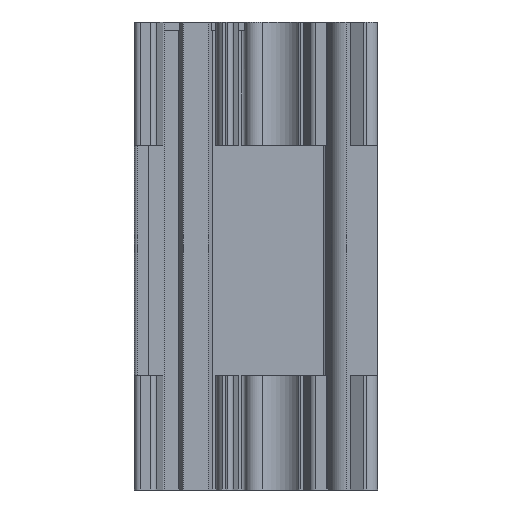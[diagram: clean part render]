
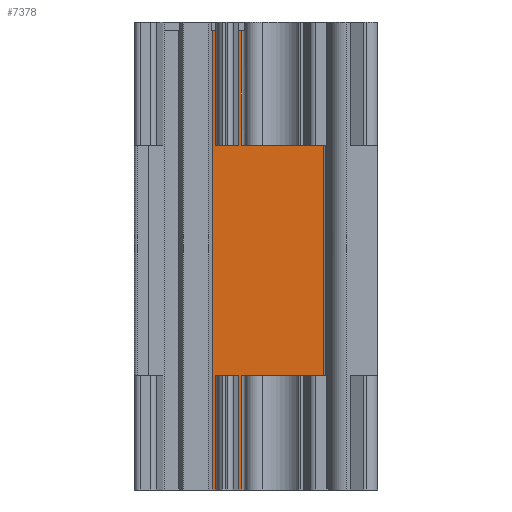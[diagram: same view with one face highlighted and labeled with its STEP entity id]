
A CAD part, front view. The second image highlights one B-rep face of the part: STEP entity #7378.
In plain terms, the highlighted planar face has unit normal (0, -1, 0).
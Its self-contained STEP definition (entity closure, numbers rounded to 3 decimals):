
#730=ORIENTED_EDGE('',*,*,#2710,.T.);
#731=ORIENTED_EDGE('',*,*,#2761,.T.);
#732=ORIENTED_EDGE('',*,*,#2762,.T.);
#733=ORIENTED_EDGE('',*,*,#2763,.F.);
#734=ORIENTED_EDGE('',*,*,#2764,.T.);
#735=ORIENTED_EDGE('',*,*,#2765,.T.);
#736=ORIENTED_EDGE('',*,*,#2766,.F.);
#737=ORIENTED_EDGE('',*,*,#2767,.F.);
#738=ORIENTED_EDGE('',*,*,#2768,.T.);
#739=ORIENTED_EDGE('',*,*,#2769,.T.);
#740=ORIENTED_EDGE('',*,*,#2732,.F.);
#741=ORIENTED_EDGE('',*,*,#2770,.T.);
#742=ORIENTED_EDGE('',*,*,#2717,.T.);
#743=ORIENTED_EDGE('',*,*,#2715,.T.);
#744=ORIENTED_EDGE('',*,*,#2714,.F.);
#745=ORIENTED_EDGE('',*,*,#2771,.T.);
#2710=EDGE_CURVE('',#3721,#3720,#4448,.T.);
#2714=EDGE_CURVE('',#3723,#3722,#4451,.T.);
#2715=EDGE_CURVE('',#3724,#3722,#4452,.T.);
#2717=EDGE_CURVE('',#3725,#3724,#4454,.T.);
#2732=EDGE_CURVE('',#3736,#3737,#4469,.T.);
#2761=EDGE_CURVE('',#3720,#3757,#4491,.T.);
#2762=EDGE_CURVE('',#3757,#3758,#4492,.T.);
#2763=EDGE_CURVE('',#3759,#3758,#4493,.T.);
#2764=EDGE_CURVE('',#3759,#3760,#4494,.T.);
#2765=EDGE_CURVE('',#3760,#3761,#4495,.T.);
#2766=EDGE_CURVE('',#3762,#3761,#4496,.T.);
#2767=EDGE_CURVE('',#3763,#3762,#4497,.T.);
#2768=EDGE_CURVE('',#3763,#3764,#4498,.T.);
#2769=EDGE_CURVE('',#3764,#3737,#4499,.T.);
#2770=EDGE_CURVE('',#3736,#3725,#4500,.T.);
#2771=EDGE_CURVE('',#3723,#3721,#4501,.T.);
#3720=VERTEX_POINT('',#10972);
#3721=VERTEX_POINT('',#10974);
#3722=VERTEX_POINT('',#10978);
#3723=VERTEX_POINT('',#10980);
#3724=VERTEX_POINT('',#10984);
#3725=VERTEX_POINT('',#10988);
#3736=VERTEX_POINT('',#11017);
#3737=VERTEX_POINT('',#11019);
#3757=VERTEX_POINT('',#11076);
#3758=VERTEX_POINT('',#11078);
#3759=VERTEX_POINT('',#11080);
#3760=VERTEX_POINT('',#11082);
#3761=VERTEX_POINT('',#11084);
#3762=VERTEX_POINT('',#11086);
#3763=VERTEX_POINT('',#11088);
#3764=VERTEX_POINT('',#11090);
#4448=LINE('',#10973,#5376);
#4451=LINE('',#10981,#5379);
#4452=LINE('',#10983,#5380);
#4454=LINE('',#10987,#5382);
#4469=LINE('',#11018,#5397);
#4491=LINE('',#11075,#5419);
#4492=LINE('',#11077,#5420);
#4493=LINE('',#11079,#5421);
#4494=LINE('',#11081,#5422);
#4495=LINE('',#11083,#5423);
#4496=LINE('',#11085,#5424);
#4497=LINE('',#11087,#5425);
#4498=LINE('',#11089,#5426);
#4499=LINE('',#11091,#5427);
#4500=LINE('',#11092,#5428);
#4501=LINE('',#11093,#5429);
#5376=VECTOR('',#8810,1000.);
#5379=VECTOR('',#8817,1000.);
#5380=VECTOR('',#8820,1000.);
#5382=VECTOR('',#8824,1000.);
#5397=VECTOR('',#8847,1000.);
#5419=VECTOR('',#8899,1000.);
#5420=VECTOR('',#8900,1000.);
#5421=VECTOR('',#8901,1000.);
#5422=VECTOR('',#8902,1000.);
#5423=VECTOR('',#8903,1000.);
#5424=VECTOR('',#8904,1000.);
#5425=VECTOR('',#8905,1000.);
#5426=VECTOR('',#8906,1000.);
#5427=VECTOR('',#8907,1000.);
#5428=VECTOR('',#8908,1000.);
#5429=VECTOR('',#8909,1000.);
#6136=EDGE_LOOP('',(#730,#731,#732,#733,#734,#735,#736,#737,#738,#739,#740,
#741,#742,#743,#744,#745));
#6587=FACE_BOUND('',#6136,.T.);
#7013=PLANE('',#7853);
#7378=ADVANCED_FACE('',(#6587),#7013,.T.);
#7853=AXIS2_PLACEMENT_3D('',#11074,#8897,#8898);
#8810=DIRECTION('',(0.,0.,1.));
#8817=DIRECTION('',(0.,0.,1.));
#8820=DIRECTION('',(1.,0.,0.));
#8824=DIRECTION('',(0.,0.,1.));
#8847=DIRECTION('',(0.,0.,1.));
#8897=DIRECTION('',(0.,-1.,0.));
#8898=DIRECTION('',(1.,0.,0.));
#8899=DIRECTION('',(1.,0.,0.));
#8900=DIRECTION('',(0.,0.,1.));
#8901=DIRECTION('',(1.,0.,0.));
#8902=DIRECTION('',(0.,0.,1.));
#8903=DIRECTION('',(-1.,0.,0.));
#8904=DIRECTION('',(0.,0.,1.));
#8905=DIRECTION('',(1.,0.,0.));
#8906=DIRECTION('',(0.,0.,1.));
#8907=DIRECTION('',(-1.,0.,0.));
#8908=DIRECTION('',(1.,0.,0.));
#8909=DIRECTION('',(1.,0.,0.));
#10972=CARTESIAN_POINT('',(-3.798,-29.7,-52.05));
#10973=CARTESIAN_POINT('',(-3.798,-29.7,-62.05));
#10974=CARTESIAN_POINT('',(-3.798,-29.7,-72.07));
#10978=CARTESIAN_POINT('',(-5.75,-29.7,-52.05));
#10980=CARTESIAN_POINT('',(-5.75,-29.7,-72.07));
#10981=CARTESIAN_POINT('',(-5.75,-29.7,-62.05));
#10983=CARTESIAN_POINT('',(-8.85,-29.7,-52.05));
#10984=CARTESIAN_POINT('',(-7.25,-29.7,-52.05));
#10987=CARTESIAN_POINT('',(-7.25,-29.7,-62.05));
#10988=CARTESIAN_POINT('',(-7.25,-29.7,-72.07));
#11017=CARTESIAN_POINT('',(-8.85,-29.7,-72.07));
#11018=CARTESIAN_POINT('',(-8.85,-29.7,-52.));
#11019=CARTESIAN_POINT('',(-8.85,-29.7,8.27));
#11074=CARTESIAN_POINT('',(-5.75,-29.7,-62.05));
#11075=CARTESIAN_POINT('',(-8.85,-29.7,-52.05));
#11076=CARTESIAN_POINT('',(10.5,-29.7,-52.05));
#11077=CARTESIAN_POINT('',(10.5,-29.7,-42.));
#11078=CARTESIAN_POINT('',(10.5,-29.7,-11.8));
#11079=CARTESIAN_POINT('',(-8.85,-29.7,-11.8));
#11080=CARTESIAN_POINT('',(-3.798,-29.7,-11.8));
#11081=CARTESIAN_POINT('',(-3.798,-29.7,-11.8));
#11082=CARTESIAN_POINT('',(-3.798,-29.7,8.27));
#11083=CARTESIAN_POINT('',(0.,-29.7,8.27));
#11084=CARTESIAN_POINT('',(-5.75,-29.7,8.27));
#11085=CARTESIAN_POINT('',(-5.75,-29.7,-11.8));
#11086=CARTESIAN_POINT('',(-5.75,-29.7,-11.8));
#11087=CARTESIAN_POINT('',(-8.85,-29.7,-11.8));
#11088=CARTESIAN_POINT('',(-7.25,-29.7,-11.8));
#11089=CARTESIAN_POINT('',(-7.25,-29.7,-11.8));
#11090=CARTESIAN_POINT('',(-7.25,-29.7,8.27));
#11091=CARTESIAN_POINT('',(0.,-29.7,8.27));
#11092=CARTESIAN_POINT('',(-8.85,-29.7,-72.07));
#11093=CARTESIAN_POINT('',(-5.75,-29.7,-72.07));
